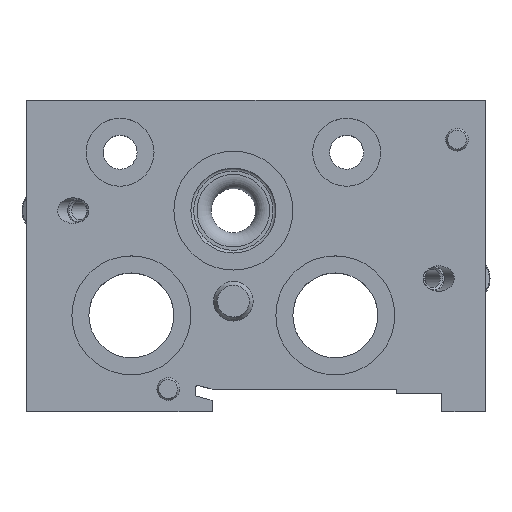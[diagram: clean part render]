
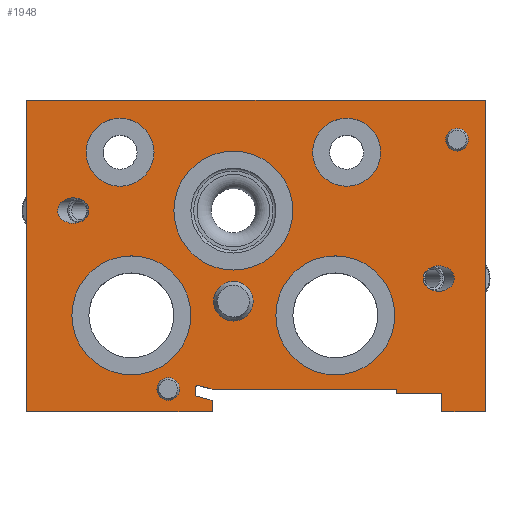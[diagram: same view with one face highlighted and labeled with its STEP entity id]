
A CAD part, top view. The second image highlights one B-rep face of the part: STEP entity #1948.
In plain terms, the highlighted planar face has unit normal (0, 0, 1).
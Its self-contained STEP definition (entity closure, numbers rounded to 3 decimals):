
#80=ELLIPSE('',#2159,2.747,2.25);
#81=ELLIPSE('',#2160,2.747,2.25);
#96=PLANE('',#2155);
#181=LINE('',#3203,#271);
#187=LINE('',#3221,#277);
#189=LINE('',#3227,#279);
#191=LINE('',#3231,#281);
#193=LINE('',#3235,#283);
#195=LINE('',#3239,#285);
#198=LINE('',#3247,#288);
#200=LINE('',#3251,#290);
#202=LINE('',#3255,#292);
#204=LINE('',#3259,#294);
#206=LINE('',#3263,#296);
#208=LINE('',#3267,#298);
#212=LINE('',#3280,#302);
#213=LINE('',#3291,#303);
#214=LINE('',#3295,#304);
#271=VECTOR('',#2468,1000.);
#277=VECTOR('',#2482,1000.);
#279=VECTOR('',#2488,1000.);
#281=VECTOR('',#2492,1000.);
#283=VECTOR('',#2496,1000.);
#285=VECTOR('',#2500,1000.);
#288=VECTOR('',#2509,1000.);
#290=VECTOR('',#2513,1000.);
#292=VECTOR('',#2517,1000.);
#294=VECTOR('',#2521,1000.);
#296=VECTOR('',#2525,1000.);
#298=VECTOR('',#2529,1000.);
#302=VECTOR('',#2541,1000.);
#303=VECTOR('',#2552,1000.);
#304=VECTOR('',#2555,1000.);
#456=ORIENTED_EDGE('',*,*,#884,.T.);
#457=ORIENTED_EDGE('',*,*,#885,.F.);
#458=ORIENTED_EDGE('',*,*,#886,.F.);
#459=ORIENTED_EDGE('',*,*,#887,.T.);
#460=ORIENTED_EDGE('',*,*,#888,.T.);
#461=ORIENTED_EDGE('',*,*,#889,.T.);
#462=ORIENTED_EDGE('',*,*,#890,.T.);
#463=ORIENTED_EDGE('',*,*,#891,.F.);
#464=ORIENTED_EDGE('',*,*,#892,.F.);
#465=ORIENTED_EDGE('',*,*,#893,.F.);
#466=ORIENTED_EDGE('',*,*,#894,.F.);
#467=ORIENTED_EDGE('',*,*,#895,.F.);
#468=ORIENTED_EDGE('',*,*,#844,.T.);
#469=ORIENTED_EDGE('',*,*,#853,.T.);
#470=ORIENTED_EDGE('',*,*,#856,.T.);
#471=ORIENTED_EDGE('',*,*,#858,.T.);
#472=ORIENTED_EDGE('',*,*,#860,.T.);
#473=ORIENTED_EDGE('',*,*,#862,.T.);
#474=ORIENTED_EDGE('',*,*,#864,.F.);
#475=ORIENTED_EDGE('',*,*,#866,.T.);
#476=ORIENTED_EDGE('',*,*,#868,.T.);
#477=ORIENTED_EDGE('',*,*,#870,.T.);
#478=ORIENTED_EDGE('',*,*,#872,.T.);
#479=ORIENTED_EDGE('',*,*,#874,.T.);
#480=ORIENTED_EDGE('',*,*,#876,.T.);
#481=ORIENTED_EDGE('',*,*,#883,.T.);
#844=EDGE_CURVE('',#1074,#1073,#181,.T.);
#853=EDGE_CURVE('',#1073,#1081,#187,.T.);
#856=EDGE_CURVE('',#1081,#1083,#189,.T.);
#858=EDGE_CURVE('',#1083,#1084,#191,.T.);
#860=EDGE_CURVE('',#1084,#1085,#193,.T.);
#862=EDGE_CURVE('',#1085,#1086,#195,.T.);
#864=EDGE_CURVE('',#1087,#1086,#1234,.T.);
#866=EDGE_CURVE('',#1087,#1088,#198,.T.);
#868=EDGE_CURVE('',#1088,#1089,#200,.T.);
#870=EDGE_CURVE('',#1089,#1090,#202,.T.);
#872=EDGE_CURVE('',#1090,#1091,#204,.T.);
#874=EDGE_CURVE('',#1091,#1092,#206,.T.);
#876=EDGE_CURVE('',#1092,#1093,#208,.T.);
#883=EDGE_CURVE('',#1093,#1074,#212,.T.);
#884=EDGE_CURVE('',#1099,#1099,#1238,.T.);
#885=EDGE_CURVE('',#1100,#1100,#1239,.T.);
#886=EDGE_CURVE('',#1101,#1101,#1240,.T.);
#887=EDGE_CURVE('',#1102,#1103,#80,.F.);
#888=EDGE_CURVE('',#1103,#1102,#213,.T.);
#889=EDGE_CURVE('',#1104,#1105,#81,.F.);
#890=EDGE_CURVE('',#1105,#1104,#214,.T.);
#891=EDGE_CURVE('',#1106,#1106,#1241,.T.);
#892=EDGE_CURVE('',#1107,#1107,#1242,.T.);
#893=EDGE_CURVE('',#1108,#1108,#1243,.T.);
#894=EDGE_CURVE('',#1109,#1109,#1244,.T.);
#895=EDGE_CURVE('',#1110,#1110,#1245,.T.);
#1073=VERTEX_POINT('',#3202);
#1074=VERTEX_POINT('',#3204);
#1081=VERTEX_POINT('',#3220);
#1083=VERTEX_POINT('',#3226);
#1084=VERTEX_POINT('',#3230);
#1085=VERTEX_POINT('',#3234);
#1086=VERTEX_POINT('',#3238);
#1087=VERTEX_POINT('',#3242);
#1088=VERTEX_POINT('',#3246);
#1089=VERTEX_POINT('',#3250);
#1090=VERTEX_POINT('',#3254);
#1091=VERTEX_POINT('',#3258);
#1092=VERTEX_POINT('',#3262);
#1093=VERTEX_POINT('',#3266);
#1099=VERTEX_POINT('',#3283);
#1100=VERTEX_POINT('',#3285);
#1101=VERTEX_POINT('',#3287);
#1102=VERTEX_POINT('',#3289);
#1103=VERTEX_POINT('',#3290);
#1104=VERTEX_POINT('',#3293);
#1105=VERTEX_POINT('',#3294);
#1106=VERTEX_POINT('',#3297);
#1107=VERTEX_POINT('',#3299);
#1108=VERTEX_POINT('',#3301);
#1109=VERTEX_POINT('',#3303);
#1110=VERTEX_POINT('',#3305);
#1234=CIRCLE('',#2144,0.5);
#1238=CIRCLE('',#2156,3.5);
#1239=CIRCLE('',#2157,2.);
#1240=CIRCLE('',#2158,2.);
#1241=CIRCLE('',#2161,6.);
#1242=CIRCLE('',#2162,6.);
#1243=CIRCLE('',#2163,10.5);
#1244=CIRCLE('',#2164,10.5);
#1245=CIRCLE('',#2165,10.5);
#1385=EDGE_LOOP('',(#456));
#1386=EDGE_LOOP('',(#457));
#1387=EDGE_LOOP('',(#458));
#1388=EDGE_LOOP('',(#459,#460));
#1389=EDGE_LOOP('',(#461,#462));
#1390=EDGE_LOOP('',(#463));
#1391=EDGE_LOOP('',(#464));
#1392=EDGE_LOOP('',(#465));
#1393=EDGE_LOOP('',(#466));
#1394=EDGE_LOOP('',(#467));
#1395=EDGE_LOOP('',(#468,#469,#470,#471,#472,#473,#474,#475,#476,#477,#478,
#479,#480,#481));
#1657=FACE_BOUND('',#1385,.T.);
#1658=FACE_BOUND('',#1386,.T.);
#1659=FACE_BOUND('',#1387,.T.);
#1660=FACE_BOUND('',#1388,.T.);
#1661=FACE_BOUND('',#1389,.T.);
#1662=FACE_BOUND('',#1390,.T.);
#1663=FACE_BOUND('',#1391,.T.);
#1664=FACE_BOUND('',#1392,.T.);
#1665=FACE_BOUND('',#1393,.T.);
#1666=FACE_BOUND('',#1394,.T.);
#1667=FACE_BOUND('',#1395,.T.);
#1948=ADVANCED_FACE('',(#1657,#1658,#1659,#1660,#1661,#1662,#1663,#1664,
#1665,#1666,#1667),#96,.T.);
#2144=AXIS2_PLACEMENT_3D('',#3243,#2504,#2505);
#2155=AXIS2_PLACEMENT_3D('',#3281,#2542,#2543);
#2156=AXIS2_PLACEMENT_3D('',#3282,#2544,#2545);
#2157=AXIS2_PLACEMENT_3D('',#3284,#2546,#2547);
#2158=AXIS2_PLACEMENT_3D('',#3286,#2548,#2549);
#2159=AXIS2_PLACEMENT_3D('',#3288,#2550,#2551);
#2160=AXIS2_PLACEMENT_3D('',#3292,#2553,#2554);
#2161=AXIS2_PLACEMENT_3D('',#3296,#2556,#2557);
#2162=AXIS2_PLACEMENT_3D('',#3298,#2558,#2559);
#2163=AXIS2_PLACEMENT_3D('',#3300,#2560,#2561);
#2164=AXIS2_PLACEMENT_3D('',#3302,#2562,#2563);
#2165=AXIS2_PLACEMENT_3D('',#3304,#2564,#2565);
#2468=DIRECTION('',(-1.,0.,0.));
#2482=DIRECTION('',(0.,-1.,0.));
#2488=DIRECTION('',(1.,0.,0.));
#2492=DIRECTION('',(0.,1.,0.));
#2496=DIRECTION('',(-0.966,0.259,0.));
#2500=DIRECTION('',(0.,1.,0.));
#2504=DIRECTION('',(0.,0.,1.));
#2505=DIRECTION('',(1.,0.,0.));
#2509=DIRECTION('',(0.966,-0.259,0.));
#2513=DIRECTION('',(1.,0.,0.));
#2517=DIRECTION('',(0.,-1.,0.));
#2521=DIRECTION('',(1.,0.,0.));
#2525=DIRECTION('',(0.,-1.,0.));
#2529=DIRECTION('',(1.,0.,0.));
#2541=DIRECTION('',(0.,1.,0.));
#2542=DIRECTION('',(0.,0.,1.));
#2543=DIRECTION('',(1.,0.,0.));
#2544=DIRECTION('',(0.,0.,-1.));
#2545=DIRECTION('',(-1.,0.,0.));
#2546=DIRECTION('',(0.,0.,1.));
#2547=DIRECTION('',(1.,0.,0.));
#2548=DIRECTION('',(0.,0.,1.));
#2549=DIRECTION('',(1.,0.,0.));
#2550=DIRECTION('',(0.,0.,1.));
#2551=DIRECTION('',(-1.,0.,0.));
#2552=DIRECTION('',(0.,-1.,0.));
#2553=DIRECTION('',(0.,0.,1.));
#2554=DIRECTION('',(1.,0.,0.));
#2555=DIRECTION('',(0.,1.,0.));
#2556=DIRECTION('',(0.,0.,1.));
#2557=DIRECTION('',(1.,0.,0.));
#2558=DIRECTION('',(0.,0.,1.));
#2559=DIRECTION('',(1.,0.,0.));
#2560=DIRECTION('',(0.,0.,1.));
#2561=DIRECTION('',(1.,0.,0.));
#2562=DIRECTION('',(0.,0.,1.));
#2563=DIRECTION('',(1.,0.,0.));
#2564=DIRECTION('',(0.,0.,1.));
#2565=DIRECTION('',(1.,0.,0.));
#3202=CARTESIAN_POINT('',(-40.5,55.,19.));
#3203=CARTESIAN_POINT('',(40.5,55.,19.));
#3204=CARTESIAN_POINT('',(40.5,55.,19.));
#3220=CARTESIAN_POINT('',(-40.5,0.,19.));
#3221=CARTESIAN_POINT('',(-40.5,55.,19.));
#3226=CARTESIAN_POINT('',(-7.75,0.,19.));
#3227=CARTESIAN_POINT('',(-40.5,0.,19.));
#3230=CARTESIAN_POINT('',(-7.75,1.996,19.));
#3231=CARTESIAN_POINT('',(-7.75,0.,19.));
#3234=CARTESIAN_POINT('',(-10.75,2.8,19.));
#3235=CARTESIAN_POINT('',(-7.75,1.996,19.));
#3238=CARTESIAN_POINT('',(-10.75,4.148,19.));
#3239=CARTESIAN_POINT('',(-10.75,2.8,19.));
#3242=CARTESIAN_POINT('',(-10.121,4.631,19.));
#3243=CARTESIAN_POINT('',(-10.25,4.148,19.));
#3246=CARTESIAN_POINT('',(-7.764,4.,19.));
#3247=CARTESIAN_POINT('',(-10.121,4.631,19.));
#3250=CARTESIAN_POINT('',(24.75,4.,19.));
#3251=CARTESIAN_POINT('',(-7.764,4.,19.));
#3254=CARTESIAN_POINT('',(24.75,3.2,19.));
#3255=CARTESIAN_POINT('',(24.75,4.,19.));
#3258=CARTESIAN_POINT('',(32.8,3.2,19.));
#3259=CARTESIAN_POINT('',(24.75,3.2,19.));
#3262=CARTESIAN_POINT('',(32.8,0.,19.));
#3263=CARTESIAN_POINT('',(32.8,3.2,19.));
#3266=CARTESIAN_POINT('',(40.5,0.,19.));
#3267=CARTESIAN_POINT('',(32.8,0.,19.));
#3280=CARTESIAN_POINT('',(40.5,0.,19.));
#3281=CARTESIAN_POINT('',(-10.25,4.148,19.));
#3282=CARTESIAN_POINT('',(-4.,19.5,19.));
#3283=CARTESIAN_POINT('',(-7.5,19.5,19.));
#3284=CARTESIAN_POINT('',(35.5,48.,19.));
#3285=CARTESIAN_POINT('',(37.5,48.,19.));
#3286=CARTESIAN_POINT('',(-15.5,4.,19.));
#3287=CARTESIAN_POINT('',(-13.5,4.,19.));
#3288=CARTESIAN_POINT('',(-32.25,35.5,19.));
#3289=CARTESIAN_POINT('',(-29.635,34.812,19.));
#3290=CARTESIAN_POINT('',(-29.635,36.188,19.));
#3291=CARTESIAN_POINT('',(-29.635,4.148,19.));
#3292=CARTESIAN_POINT('',(32.25,23.5,19.));
#3293=CARTESIAN_POINT('',(29.635,24.188,19.));
#3294=CARTESIAN_POINT('',(29.635,22.812,19.));
#3295=CARTESIAN_POINT('',(29.635,4.148,19.));
#3296=CARTESIAN_POINT('',(16.,45.8,19.));
#3297=CARTESIAN_POINT('',(22.,45.8,19.));
#3298=CARTESIAN_POINT('',(-24.,45.8,19.));
#3299=CARTESIAN_POINT('',(-18.,45.8,19.));
#3300=CARTESIAN_POINT('',(-4.,35.5,19.));
#3301=CARTESIAN_POINT('',(6.5,35.5,19.));
#3302=CARTESIAN_POINT('',(14.,17.,19.));
#3303=CARTESIAN_POINT('',(24.5,17.,19.));
#3304=CARTESIAN_POINT('',(-22.,17.,19.));
#3305=CARTESIAN_POINT('',(-11.5,17.,19.));
